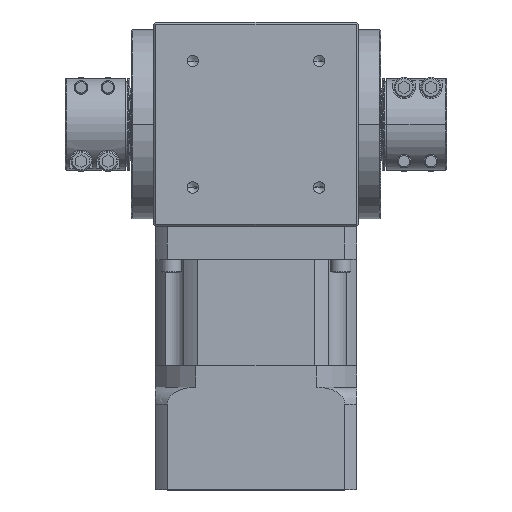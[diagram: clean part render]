
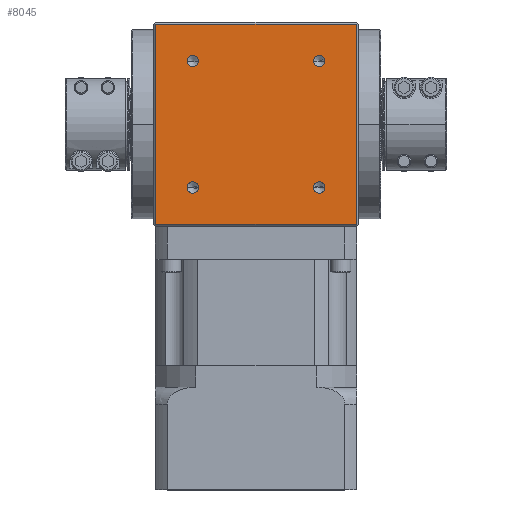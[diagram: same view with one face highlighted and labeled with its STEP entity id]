
A CAD part, top view. The second image highlights one B-rep face of the part: STEP entity #8045.
In plain terms, the highlighted planar face has unit normal (0, 0, 1).
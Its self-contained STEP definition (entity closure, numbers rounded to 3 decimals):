
#111 = DIRECTION ( 'NONE',  ( 1., 0., 0. ) ) ;
#673 = VERTEX_POINT ( 'NONE', #8560 ) ;
#1215 = ORIENTED_EDGE ( 'NONE', *, *, #30261, .F. ) ;
#1679 = CARTESIAN_POINT ( 'NONE',  ( 61.669, -56.569, 91.5 ) ) ;
#1733 = CARTESIAN_POINT ( 'NONE',  ( 0., 0., 91.5 ) ) ;
#1941 = CARTESIAN_POINT ( 'NONE',  ( -61.669, 56.569, 91.5 ) ) ;
#2988 = VECTOR ( 'NONE', #14878, 1000. ) ;
#3402 = CIRCLE ( 'NONE', #10695, 5.1 ) ;
#3957 = ORIENTED_EDGE ( 'NONE', *, *, #12383, .T. ) ;
#4011 = CARTESIAN_POINT ( 'NONE',  ( 51.469, -56.569, 91.5 ) ) ;
#4110 = CARTESIAN_POINT ( 'NONE',  ( 89.5, -89.5, 91.5 ) ) ;
#4408 = DIRECTION ( 'NONE',  ( 1., 0., 0. ) ) ;
#5120 = ORIENTED_EDGE ( 'NONE', *, *, #17733, .T. ) ;
#5129 = CIRCLE ( 'NONE', #10148, 5.1 ) ;
#6263 = CARTESIAN_POINT ( 'NONE',  ( 56.569, 56.569, 91.5 ) ) ;
#7083 = CARTESIAN_POINT ( 'NONE',  ( 89.5, 0., 91.5 ) ) ;
#7455 = ORIENTED_EDGE ( 'NONE', *, *, #22187, .F. ) ;
#7669 = EDGE_CURVE ( 'NONE', #24393, #33729, #25824, .T. ) ;
#8045 = ADVANCED_FACE ( 'NONE', ( #23749, #17632, #30711, #16806, #9824 ), #19985, .T. ) ;
#8476 = CARTESIAN_POINT ( 'NONE',  ( -56.569, 56.569, 91.5 ) ) ;
#8530 = EDGE_LOOP ( 'NONE', ( #13312, #1215 ) ) ;
#8560 = CARTESIAN_POINT ( 'NONE',  ( -51.469, -56.569, 91.5 ) ) ;
#8911 = DIRECTION ( 'NONE',  ( 1., 0., 0. ) ) ;
#9621 = CARTESIAN_POINT ( 'NONE',  ( 56.569, 56.569, 91.5 ) ) ;
#9824 = FACE_OUTER_BOUND ( 'NONE', #32235, .T. ) ;
#9870 = VECTOR ( 'NONE', #22802, 1000. ) ;
#10043 = LINE ( 'NONE', #19041, #29255 ) ;
#10148 = AXIS2_PLACEMENT_3D ( 'NONE', #8476, #26793, #11142 ) ;
#10151 = AXIS2_PLACEMENT_3D ( 'NONE', #25960, #10289, #28570 ) ;
#10289 = DIRECTION ( 'NONE',  ( 0., 0., 1. ) ) ;
#10640 = EDGE_CURVE ( 'NONE', #20026, #23015, #5129, .T. ) ;
#10695 = AXIS2_PLACEMENT_3D ( 'NONE', #29393, #13718, #32050 ) ;
#10876 = DIRECTION ( 'NONE',  ( 0., 0., 1. ) ) ;
#11142 = DIRECTION ( 'NONE',  ( 1., 0., 0. ) ) ;
#11169 = DIRECTION ( 'NONE',  ( 0., -1., 0. ) ) ;
#11386 = EDGE_CURVE ( 'NONE', #33387, #14555, #19637, .T. ) ;
#11462 = DIRECTION ( 'NONE',  ( 1., 0., 0. ) ) ;
#12251 = CARTESIAN_POINT ( 'NONE',  ( 51.469, 56.569, 91.5 ) ) ;
#12257 = AXIS2_PLACEMENT_3D ( 'NONE', #26535, #10876, #29141 ) ;
#12272 = DIRECTION ( 'NONE',  ( 1., 0., 0. ) ) ;
#12346 = VERTEX_POINT ( 'NONE', #16492 ) ;
#12383 = EDGE_CURVE ( 'NONE', #32920, #30217, #21180, .T. ) ;
#12481 = CARTESIAN_POINT ( 'NONE',  ( 0., 89.5, 91.5 ) ) ;
#13312 = ORIENTED_EDGE ( 'NONE', *, *, #11386, .F. ) ;
#13718 = DIRECTION ( 'NONE',  ( 0., 0., 1. ) ) ;
#13748 = EDGE_CURVE ( 'NONE', #33490, #32920, #10043, .T. ) ;
#13840 = AXIS2_PLACEMENT_3D ( 'NONE', #15025, #33335, #17666 ) ;
#14555 = VERTEX_POINT ( 'NONE', #12251 ) ;
#14878 = DIRECTION ( 'NONE',  ( -1., 0., 0. ) ) ;
#15025 = CARTESIAN_POINT ( 'NONE',  ( 56.569, -56.569, 91.5 ) ) ;
#15184 = CARTESIAN_POINT ( 'NONE',  ( -61.669, -56.569, 91.5 ) ) ;
#15748 = ORIENTED_EDGE ( 'NONE', *, *, #13748, .T. ) ;
#15875 = DIRECTION ( 'NONE',  ( 0., 0., 1. ) ) ;
#16208 = EDGE_LOOP ( 'NONE', ( #21084, #29590 ) ) ;
#16492 = CARTESIAN_POINT ( 'NONE',  ( 89.5, 89.5, 91.5 ) ) ;
#16513 = EDGE_CURVE ( 'NONE', #23015, #20026, #29220, .T. ) ;
#16806 = FACE_BOUND ( 'NONE', #31359, .T. ) ;
#17632 = FACE_BOUND ( 'NONE', #8530, .T. ) ;
#17666 = DIRECTION ( 'NONE',  ( 1., 0., 0. ) ) ;
#17697 = CIRCLE ( 'NONE', #32903, 5.1 ) ;
#17733 = EDGE_CURVE ( 'NONE', #30217, #12346, #30764, .T. ) ;
#18445 = CIRCLE ( 'NONE', #13840, 5.1 ) ;
#19041 = CARTESIAN_POINT ( 'NONE',  ( -89.5, 0., 91.5 ) ) ;
#19637 = CIRCLE ( 'NONE', #19806, 5.1 ) ;
#19806 = AXIS2_PLACEMENT_3D ( 'NONE', #6263, #24602, #8911 ) ;
#19985 = PLANE ( 'NONE',  #30543 ) ;
#20026 = VERTEX_POINT ( 'NONE', #20787 ) ;
#20087 = DIRECTION ( 'NONE',  ( 0., 0., 1. ) ) ;
#20787 = CARTESIAN_POINT ( 'NONE',  ( -51.469, 56.569, 91.5 ) ) ;
#21084 = ORIENTED_EDGE ( 'NONE', *, *, #10640, .F. ) ;
#21180 = LINE ( 'NONE', #27092, #21996 ) ;
#21770 = EDGE_LOOP ( 'NONE', ( #27815, #31155 ) ) ;
#21985 = ORIENTED_EDGE ( 'NONE', *, *, #24069, .F. ) ;
#21996 = VECTOR ( 'NONE', #11462, 1000. ) ;
#22187 = EDGE_CURVE ( 'NONE', #673, #27562, #3402, .T. ) ;
#22490 = CIRCLE ( 'NONE', #24990, 5.1 ) ;
#22623 = CARTESIAN_POINT ( 'NONE',  ( 61.669, 56.569, 91.5 ) ) ;
#22802 = DIRECTION ( 'NONE',  ( 0., 1., 0. ) ) ;
#23001 = CARTESIAN_POINT ( 'NONE',  ( -89.5, -89.5, 91.5 ) ) ;
#23015 = VERTEX_POINT ( 'NONE', #1941 ) ;
#23749 = FACE_BOUND ( 'NONE', #16208, .T. ) ;
#23931 = LINE ( 'NONE', #12481, #2988 ) ;
#24069 = EDGE_CURVE ( 'NONE', #27562, #673, #17697, .T. ) ;
#24393 = VERTEX_POINT ( 'NONE', #4011 ) ;
#24602 = DIRECTION ( 'NONE',  ( 0., 0., 1. ) ) ;
#24990 = AXIS2_PLACEMENT_3D ( 'NONE', #9621, #27919, #12272 ) ;
#25599 = CARTESIAN_POINT ( 'NONE',  ( -89.5, 89.5, 91.5 ) ) ;
#25824 = CIRCLE ( 'NONE', #10151, 5.1 ) ;
#25960 = CARTESIAN_POINT ( 'NONE',  ( 56.569, -56.569, 91.5 ) ) ;
#26535 = CARTESIAN_POINT ( 'NONE',  ( -56.569, 56.569, 91.5 ) ) ;
#26793 = DIRECTION ( 'NONE',  ( 0., 0., 1. ) ) ;
#27058 = EDGE_CURVE ( 'NONE', #12346, #33490, #23931, .T. ) ;
#27092 = CARTESIAN_POINT ( 'NONE',  ( 0., -89.5, 91.5 ) ) ;
#27562 = VERTEX_POINT ( 'NONE', #15184 ) ;
#27815 = ORIENTED_EDGE ( 'NONE', *, *, #33765, .F. ) ;
#27919 = DIRECTION ( 'NONE',  ( 0., 0., 1. ) ) ;
#28570 = DIRECTION ( 'NONE',  ( 1., 0., 0. ) ) ;
#29141 = DIRECTION ( 'NONE',  ( 1., 0., 0. ) ) ;
#29220 = CIRCLE ( 'NONE', #12257, 5.1 ) ;
#29255 = VECTOR ( 'NONE', #11169, 1000. ) ;
#29393 = CARTESIAN_POINT ( 'NONE',  ( -56.569, -56.569, 91.5 ) ) ;
#29518 = ORIENTED_EDGE ( 'NONE', *, *, #27058, .T. ) ;
#29590 = ORIENTED_EDGE ( 'NONE', *, *, #16513, .F. ) ;
#30217 = VERTEX_POINT ( 'NONE', #4110 ) ;
#30261 = EDGE_CURVE ( 'NONE', #14555, #33387, #22490, .T. ) ;
#30543 = AXIS2_PLACEMENT_3D ( 'NONE', #1733, #20087, #4408 ) ;
#30711 = FACE_BOUND ( 'NONE', #21770, .T. ) ;
#30764 = LINE ( 'NONE', #7083, #9870 ) ;
#31155 = ORIENTED_EDGE ( 'NONE', *, *, #7669, .F. ) ;
#31359 = EDGE_LOOP ( 'NONE', ( #7455, #21985 ) ) ;
#31564 = CARTESIAN_POINT ( 'NONE',  ( -56.569, -56.569, 91.5 ) ) ;
#32050 = DIRECTION ( 'NONE',  ( 1., 0., 0. ) ) ;
#32235 = EDGE_LOOP ( 'NONE', ( #3957, #5120, #29518, #15748 ) ) ;
#32903 = AXIS2_PLACEMENT_3D ( 'NONE', #31564, #15875, #111 ) ;
#32920 = VERTEX_POINT ( 'NONE', #23001 ) ;
#33335 = DIRECTION ( 'NONE',  ( 0., 0., 1. ) ) ;
#33387 = VERTEX_POINT ( 'NONE', #22623 ) ;
#33490 = VERTEX_POINT ( 'NONE', #25599 ) ;
#33729 = VERTEX_POINT ( 'NONE', #1679 ) ;
#33765 = EDGE_CURVE ( 'NONE', #33729, #24393, #18445, .T. ) ;
